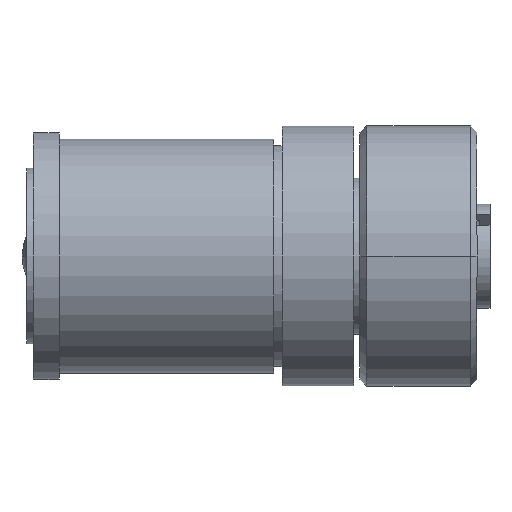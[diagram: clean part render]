
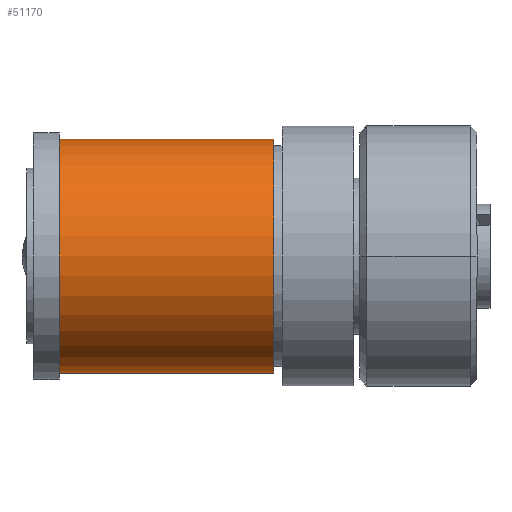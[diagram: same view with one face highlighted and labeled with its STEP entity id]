
A CAD part, left-side view. The second image highlights one B-rep face of the part: STEP entity #51170.
In plain terms, the highlighted cylindrical face has radius 9 mm (diameter 18 mm), a partial arc.
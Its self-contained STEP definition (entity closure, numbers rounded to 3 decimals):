
#8950=CARTESIAN_POINT('',(0.,-8.25,0.));
#8960=DIRECTION('',(0.,1.,0.));
#8970=DIRECTION('',(0.,0.,1.));
#8980=AXIS2_PLACEMENT_3D('',#8950,#8960,#8970);
#8990=CYLINDRICAL_SURFACE('',#8980,9.);
#10750=CARTESIAN_POINT('',(0.,-8.25,9.));
#10760=DIRECTION('',(0.,1.,0.));
#10770=VECTOR('',#10760,1.);
#10780=LINE('',#10750,#10770);
#10790=CARTESIAN_POINT('',(0.,-16.5,9.));
#10800=VERTEX_POINT('',#10790);
#10810=CARTESIAN_POINT('',(0.,0.,9.));
#10820=VERTEX_POINT('',#10810);
#10830=EDGE_CURVE('',#10800,#10820,#10780,.T.);
#10850=CARTESIAN_POINT('',(0.,0.,0.));
#10860=DIRECTION('',(0.,1.,0.));
#10870=DIRECTION('',(0.,0.,1.));
#10880=AXIS2_PLACEMENT_3D('',#10850,#10860,#10870);
#10890=CIRCLE('',#10880,9.);
#12510=CARTESIAN_POINT('',(0.,0.,-9.));
#12520=VERTEX_POINT('',#12510);
#12550=CARTESIAN_POINT('',(0.,-8.25,-9.)
);
#12560=DIRECTION('',(0.,1.,0.));
#12570=VECTOR('',#12560,1.);
#12580=LINE('',#12550,#12570);
#12590=CARTESIAN_POINT('',(0.,-16.5,-9.)
);
#12600=VERTEX_POINT('',#12590);
#12610=EDGE_CURVE('',#12600,#12520,#12580,.T.);
#12630=CARTESIAN_POINT('',(0.,-16.5,0.));
#12640=DIRECTION('',(0.,1.,0.));
#12650=DIRECTION('',(0.,0.,1.));
#12660=AXIS2_PLACEMENT_3D('',#12630,#12640,#12650);
#12670=CIRCLE('',#12660,9.);
#29050=EDGE_CURVE('',#12520,#10820,#10890,.T.);
#30990=EDGE_CURVE('',#12600,#10800,#12670,.T.);
#51110=ORIENTED_EDGE('',*,*,#30990,.T.);
#51120=ORIENTED_EDGE('',*,*,#12610,.F.);
#51130=ORIENTED_EDGE('',*,*,#29050,.F.);
#51140=ORIENTED_EDGE('',*,*,#10830,.T.);
#51150=EDGE_LOOP('',(#51140,#51130,#51120,#51110));
#51160=FACE_OUTER_BOUND('',#51150,.T.);
#51170=ADVANCED_FACE('',(#51160),#8990,.T.);
